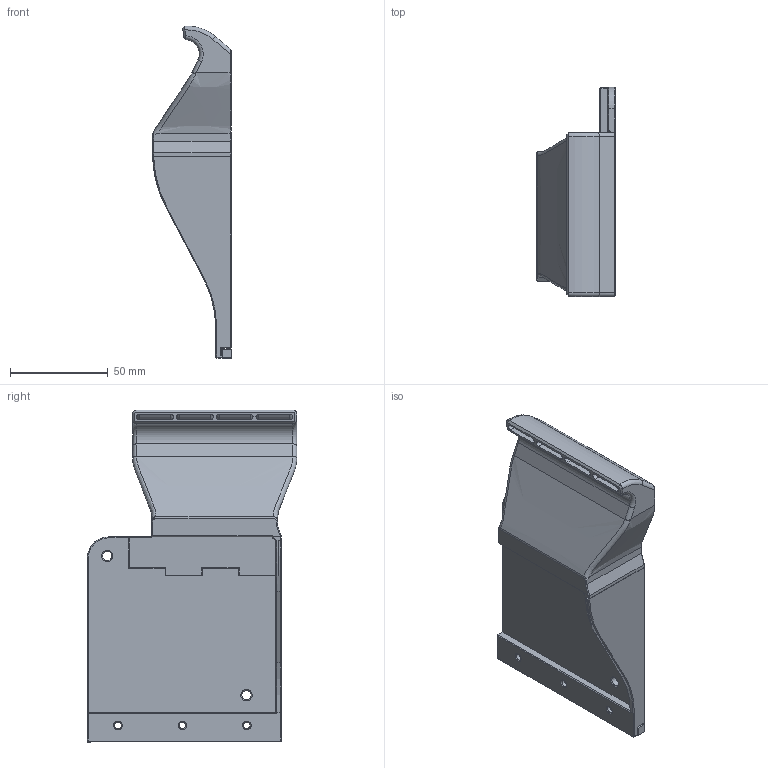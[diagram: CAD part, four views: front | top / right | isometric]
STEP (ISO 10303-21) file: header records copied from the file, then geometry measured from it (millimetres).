
FILE_DESCRIPTION(/* description */ (''),/* implementation_level */ '2;1');
FILE_NAME(/* name */ '9733 2 Part v2.step',/* time_stamp */ '2023-05-29T23:55:25+02:00',/* author */ (''),/* organization */ (''),/* preprocessor_version */ 'ST-DEVELOPER v19.2',/* originating_system */ 'Autodesk Translation Framework v12.4.0.73',/* authorisation */ '');
FILE_SCHEMA (('AUTOMOTIVE_DESIGN { 1 0 10303 214 3 1 1 }'));
Length unit declared in the file: millimetre
Products named in the file (2): 9733 2 Part; Shroud_Bottom
Assembly tree (1 placements, depth 2):
  9733 2 Part
    Shroud_Bottom
Bounding box: 40.4 x 107.25 x 169.98 mm (x, y, z)
Volume: 91218.7 mm3; surface area: 70104.2 mm2
Topology: 3 solids, 3 shells, 565 faces, 1554 edges, 989 vertices
Faces by surface type: plane 411, cylinder 53, bspline 53, torus 27, cone 21
Full cylindrical faces by diameter (mm): 3.4 x3, 4.8 x5
Entity records: 30798 total; most frequent: CARTESIAN_POINT 16481, ORIENTED_EDGE 3104, DIRECTION 2604, EDGE_CURVE 1552, LINE 1228, VECTOR 1228, VERTEX_POINT 989, EDGE_LOOP 707
